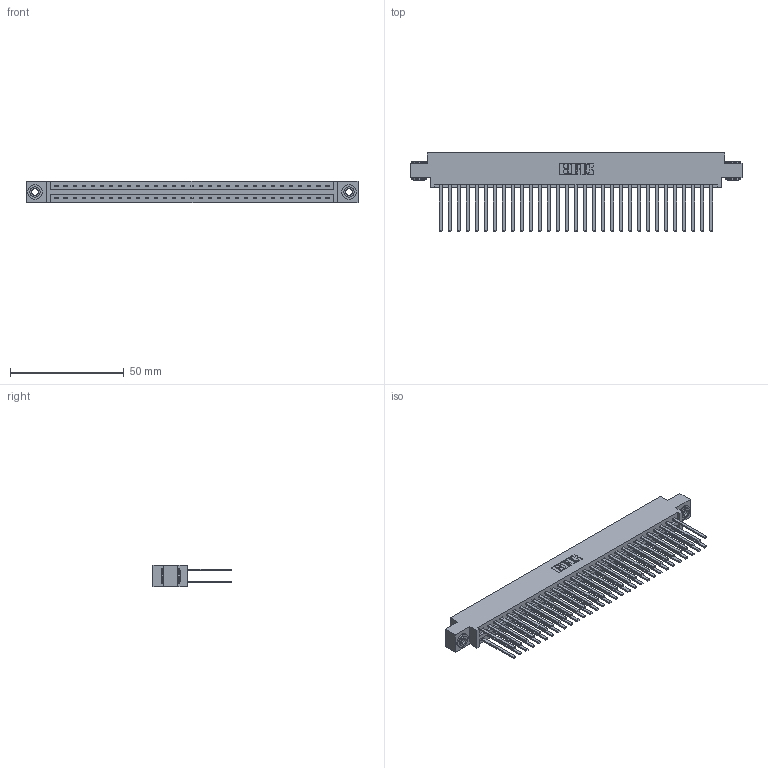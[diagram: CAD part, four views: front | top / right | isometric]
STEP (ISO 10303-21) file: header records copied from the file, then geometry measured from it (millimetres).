
FILE_DESCRIPTION (( 'STEP AP203' ), '1' );
FILE_NAME ('337-062-544-803.STEP', '2019-10-11T22:52:32', ( '' ), ( '' ), 'SwSTEP 2.0', 'SolidWorks 2016', '' );
FILE_SCHEMA (( 'CONFIG_CONTROL_DESIGN' ));
Length unit declared in the file: inch
Products named in the file (4): 337 Part_0.170 Offset - 0.156 Dia-TH; 337-062-544-803; 345-292-001_345-293-144; 345-250-002_345-250-002-102
Assembly tree (65 placements, depth 2):
  337-062-544-803
    337 Part_0.170 Offset - 0.156 Dia-TH
    345-292-001_345-293-144  x62
    345-250-002_345-250-002-102  x2
Bounding box: 145.85 x 34.3 x 9.4 mm (x, y, z)
Volume: 15995.1 mm3; surface area: 21147.1 mm2
Topology: 65 solids, 65 shells, 3132 faces, 9265 edges, 6090 vertices
Faces by surface type: plane 2192, cylinder 932, cone 8
Entity records: 26056 total; most frequent: CARTESIAN_POINT 4373, ORIENTED_EDGE 4302, DIRECTION 3769, EDGE_CURVE 2151, LINE 2003, VECTOR 2003, VERTEX_POINT 1430, AXIS2_PLACEMENT_3D 883
